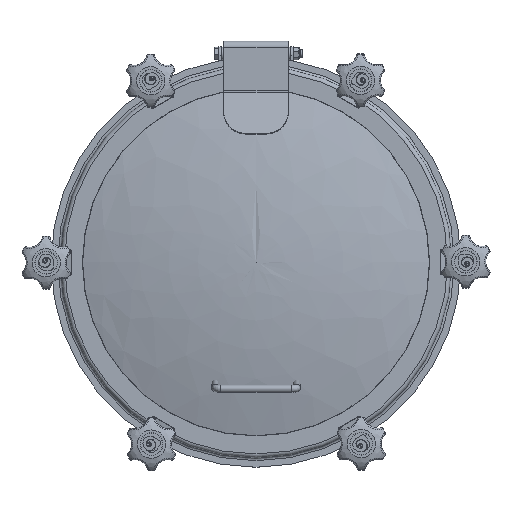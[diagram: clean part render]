
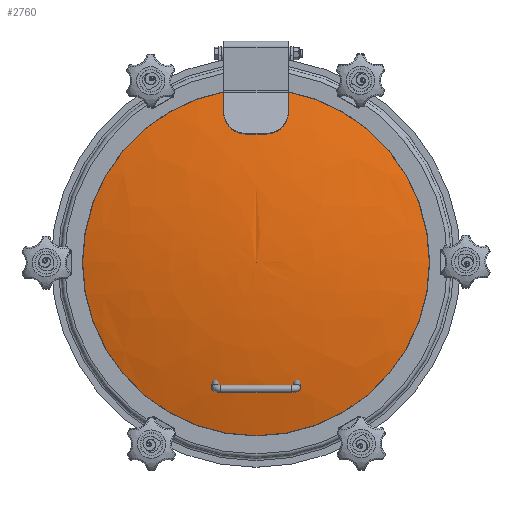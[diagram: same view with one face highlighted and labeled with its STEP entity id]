
A CAD part, top view. The second image highlights one B-rep face of the part: STEP entity #2760.
In plain terms, the highlighted free-form (B-spline) face has degree [3, 3] with [4, 7] control points.
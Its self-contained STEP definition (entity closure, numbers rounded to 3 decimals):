
#2760 = ADVANCED_FACE( '', ( #5383, #5384 ), #5385, .T. );
#5383 = FACE_OUTER_BOUND( '', #11558, .T. );
#5384 = FACE_BOUND( '', #11559, .T. );
#5385 = ( BOUNDED_SURFACE(  )B_SPLINE_SURFACE( 3, 3, ( ( #11562, #11563, #11564, #11565, #11566, #11567, #11568 ), ( #11569, #11570, #11571, #11572, #11573, #11574, #11575 ), ( #11576, #11577, #11578, #11579, #11580, #11581, #11582 ), ( #11583, #11584, #11585, #11586, #11587, #11588, #11589 ) ), .UNSPECIFIED., .F., .T., .F. )B_SPLINE_SURFACE_WITH_KNOTS( ( 4, 4 ), ( 4, 3, 4 ), ( 0., 6.283 ), ( 1.301, 1.434, 1.567 ), .UNSPECIFIED. )GEOMETRIC_REPRESENTATION_ITEM(  )RATIONAL_B_SPLINE_SURFACE( ( ( 1., 0.333, 0.333, 1., 0.333, 0.333, 1. ), ( 0.994, 0.331, 0.331, 0.994, 0.331, 0.331, 0.994 ), ( 0.994, 0.331, 0.331, 0.994, 0.331, 0.331, 0.994 ), ( 1., 0.333, 0.333, 1., 0.333, 0.333, 1. ) ) )REPRESENTATION_ITEM( '' )SURFACE(  ) );
#11558 = EDGE_LOOP( '', ( #19119 ) );
#11559 = VERTEX_LOOP( '', #19120 );
#11562 = CARTESIAN_POINT( '', ( 0., 0., 54. ) );
#11563 = CARTESIAN_POINT( '', ( 0., 0., 54. ) );
#11564 = CARTESIAN_POINT( '', ( 0., 0., 54. ) );
#11565 = CARTESIAN_POINT( '', ( 0., 0., 54. ) );
#11566 = CARTESIAN_POINT( '', ( 0., 0., 54. ) );
#11567 = CARTESIAN_POINT( '', ( 0., 0., 54. ) );
#11568 = CARTESIAN_POINT( '', ( 0., 0., 54. ) );
#11569 = CARTESIAN_POINT( '', ( 0., -66.302, 53.755 ) );
#11570 = CARTESIAN_POINT( '', ( 132.604, -66.302, 53.755 ) );
#11571 = CARTESIAN_POINT( '', ( 132.604, 66.302, 53.755 ) );
#11572 = CARTESIAN_POINT( '', ( 0., 66.302, 53.755 ) );
#11573 = CARTESIAN_POINT( '', ( -132.604, 66.302, 53.755 ) );
#11574 = CARTESIAN_POINT( '', ( -132.604, -66.302, 53.755 ) );
#11575 = CARTESIAN_POINT( '', ( 0., -66.302, 53.755 ) );
#11576 = CARTESIAN_POINT( '', ( 0., -131.985, 44.714 ) );
#11577 = CARTESIAN_POINT( '', ( 263.969, -131.985, 44.714 ) );
#11578 = CARTESIAN_POINT( '', ( 263.969, 131.985, 44.714 ) );
#11579 = CARTESIAN_POINT( '', ( 0., 131.985, 44.714 ) );
#11580 = CARTESIAN_POINT( '', ( -263.969, 131.985, 44.714 ) );
#11581 = CARTESIAN_POINT( '', ( -263.969, -131.985, 44.714 ) );
#11582 = CARTESIAN_POINT( '', ( 0., -131.985, 44.714 ) );
#11583 = CARTESIAN_POINT( '', ( 0., -195.887, 27.036 ) );
#11584 = CARTESIAN_POINT( '', ( 391.774, -195.887, 27.036 ) );
#11585 = CARTESIAN_POINT( '', ( 391.774, 195.887, 27.036 ) );
#11586 = CARTESIAN_POINT( '', ( 0., 195.887, 27.036 ) );
#11587 = CARTESIAN_POINT( '', ( -391.774, 195.887, 27.036 ) );
#11588 = CARTESIAN_POINT( '', ( -391.774, -195.887, 27.036 ) );
#11589 = CARTESIAN_POINT( '', ( 0., -195.887, 27.036 ) );
#19119 = ORIENTED_EDGE( '', *, *, #22182, .T. );
#19120 = VERTEX_POINT( '', #23897 );
#22182 = EDGE_CURVE( '', #25738, #25738, #25739, .T. );
#23897 = CARTESIAN_POINT( '', ( 0., 0., 54. ) );
#25738 = VERTEX_POINT( '', #31226 );
#25739 = CIRCLE( '', #31227, 195.887 );
#31226 = CARTESIAN_POINT( '', ( 0., -195.887, 27.036 ) );
#31227 = AXIS2_PLACEMENT_3D( '', #38476, #38477, #38478 );
#38476 = CARTESIAN_POINT( '', ( 0., 0., 27.036 ) );
#38477 = DIRECTION( '', ( 0., 0., 1. ) );
#38478 = DIRECTION( '', ( 0., -1., 0. ) );
